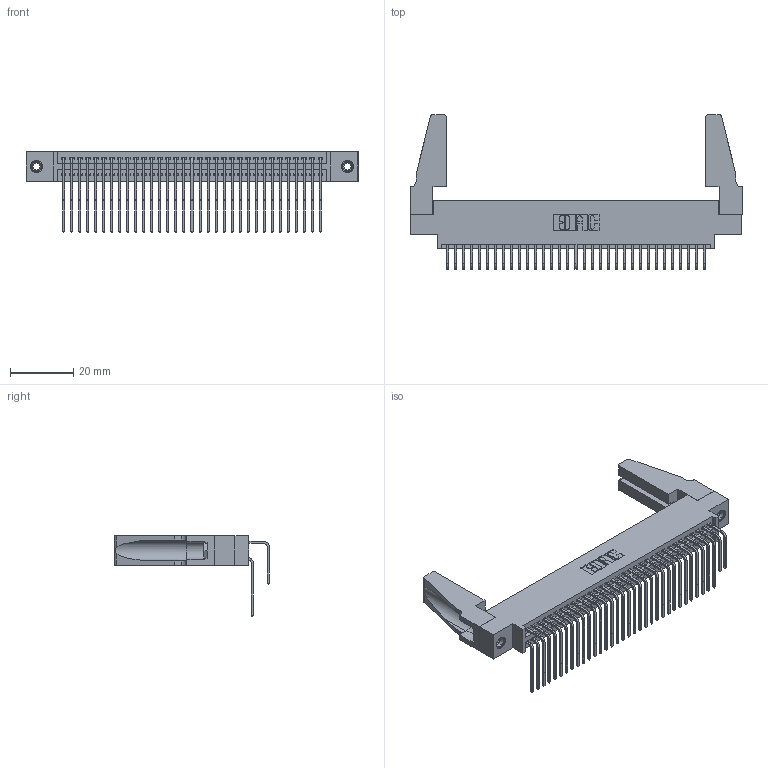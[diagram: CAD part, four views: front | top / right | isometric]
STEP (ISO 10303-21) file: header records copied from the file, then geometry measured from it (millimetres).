
FILE_DESCRIPTION (( 'STEP AP203' ), '1' );
FILE_NAME ('345-066-558-888.STEP', '2019-10-30T18:33:31', ( '' ), ( '' ), 'SwSTEP 2.0', 'SolidWorks 2016', '' );
FILE_SCHEMA (( 'CONFIG_CONTROL_DESIGN' ));
Length unit declared in the file: inch
Products named in the file (6): 345 Part_0.170 Offset - 0.156 Dia-TH; 345-066-558-888; 345-250-001_345-250-001-102; 345-220-078_345-220-088; 345-292-001_558 559 Tail - 1; 345-292-001_558 Tail - 2
Assembly tree (71 placements, depth 2):
  345-066-558-888
    345 Part_0.170 Offset - 0.156 Dia-TH
    345-292-001_558 559 Tail - 1  x33
    345-292-001_558 Tail - 2  x33
    345-250-001_345-250-001-102  x2
    345-220-078_345-220-088  x2
Bounding box: 105.05 x 49.01 x 25.53 mm (x, y, z)
Volume: 13641.3 mm3; surface area: 20238.2 mm2
Topology: 71 solids, 71 shells, 3686 faces, 10897 edges, 7166 vertices
Faces by surface type: plane 2466, cylinder 1204, cone 12, torus 4
Entity records: 31036 total; most frequent: CARTESIAN_POINT 5253, ORIENTED_EDGE 5096, DIRECTION 4620, EDGE_CURVE 2548, LINE 2202, VECTOR 2202, VERTEX_POINT 1690, AXIS2_PLACEMENT_3D 1209
